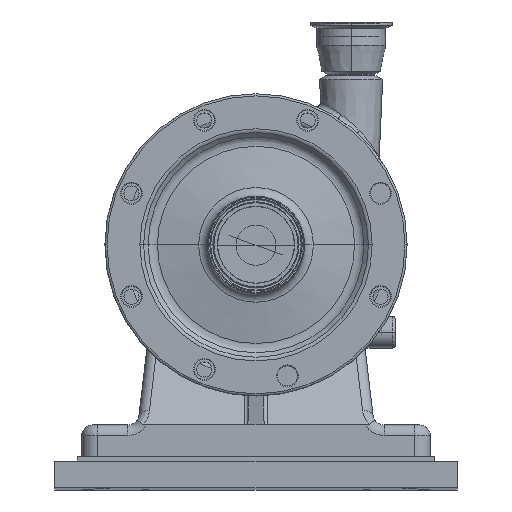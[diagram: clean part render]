
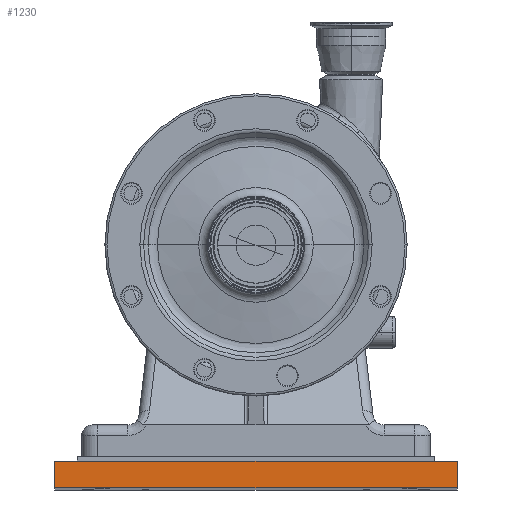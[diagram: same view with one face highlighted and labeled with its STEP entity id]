
A CAD part, top view. The second image highlights one B-rep face of the part: STEP entity #1230.
In plain terms, the highlighted planar face has unit normal (0, 0, 1).
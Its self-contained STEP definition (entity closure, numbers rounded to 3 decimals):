
#78 = DIRECTION ( 'NONE',  ( 0., 1., 0. ) ) ;
#1230 = ADVANCED_FACE ( 'NONE', ( #4313 ), #11471, .T. ) ;
#1417 = CARTESIAN_POINT ( 'NONE',  ( 190.5, -25.4, 571.5 ) ) ;
#2472 = ORIENTED_EDGE ( 'NONE', *, *, #28257, .T. ) ;
#2608 = EDGE_LOOP ( 'NONE', ( #28122, #15198, #29025, #2472 ) ) ;
#3538 = CARTESIAN_POINT ( 'NONE',  ( 190.5, -25.4, 571.5 ) ) ;
#3991 = CARTESIAN_POINT ( 'NONE',  ( -190.5, -25.4, 571.5 ) ) ;
#4313 = FACE_OUTER_BOUND ( 'NONE', #2608, .T. ) ;
#4474 = DIRECTION ( 'NONE',  ( 0., 0., 1. ) ) ;
#4892 = VECTOR ( 'NONE', #78, 1000. ) ;
#6598 = DIRECTION ( 'NONE',  ( 1., 0., 0. ) ) ;
#6603 = CARTESIAN_POINT ( 'NONE',  ( 190.5, -25.4, 571.5 ) ) ;
#8238 = DIRECTION ( 'NONE',  ( 0., 1., 0. ) ) ;
#8718 = LINE ( 'NONE', #3538, #22259 ) ;
#9196 = DIRECTION ( 'NONE',  ( 1., 0., 0. ) ) ;
#10095 = VECTOR ( 'NONE', #22278, 1000. ) ;
#10284 = CARTESIAN_POINT ( 'NONE',  ( 190.5, 0., 571.5 ) ) ;
#10761 = AXIS2_PLACEMENT_3D ( 'NONE', #1417, #4474, #6598 ) ;
#10769 = EDGE_CURVE ( 'NONE', #25598, #12515, #26259, .T. ) ;
#11471 = PLANE ( 'NONE',  #10761 ) ;
#12388 = VECTOR ( 'NONE', #9196, 1000. ) ;
#12402 = CARTESIAN_POINT ( 'NONE',  ( -190.5, -25.4, 571.5 ) ) ;
#12405 = EDGE_CURVE ( 'NONE', #12515, #13502, #20300, .T. ) ;
#12515 = VERTEX_POINT ( 'NONE', #29058 ) ;
#13502 = VERTEX_POINT ( 'NONE', #10284 ) ;
#13758 = CARTESIAN_POINT ( 'NONE',  ( 190.5, -25.4, 571.5 ) ) ;
#15198 = ORIENTED_EDGE ( 'NONE', *, *, #10769, .F. ) ;
#20300 = LINE ( 'NONE', #27471, #10095 ) ;
#21492 = VERTEX_POINT ( 'NONE', #6603 ) ;
#22259 = VECTOR ( 'NONE', #8238, 1000. ) ;
#22278 = DIRECTION ( 'NONE',  ( 1., 0., 0. ) ) ;
#24677 = EDGE_CURVE ( 'NONE', #25598, #21492, #30965, .T. ) ;
#25598 = VERTEX_POINT ( 'NONE', #3991 ) ;
#26259 = LINE ( 'NONE', #12402, #4892 ) ;
#27471 = CARTESIAN_POINT ( 'NONE',  ( 190.5, 0., 571.5 ) ) ;
#28122 = ORIENTED_EDGE ( 'NONE', *, *, #12405, .F. ) ;
#28257 = EDGE_CURVE ( 'NONE', #21492, #13502, #8718, .T. ) ;
#29025 = ORIENTED_EDGE ( 'NONE', *, *, #24677, .T. ) ;
#29058 = CARTESIAN_POINT ( 'NONE',  ( -190.5, 0., 571.5 ) ) ;
#30965 = LINE ( 'NONE', #13758, #12388 ) ;
